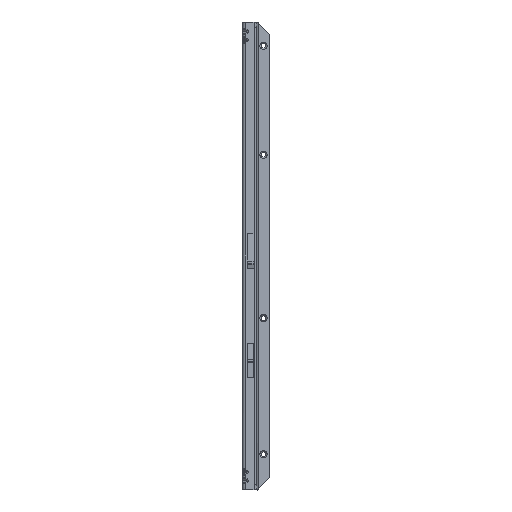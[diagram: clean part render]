
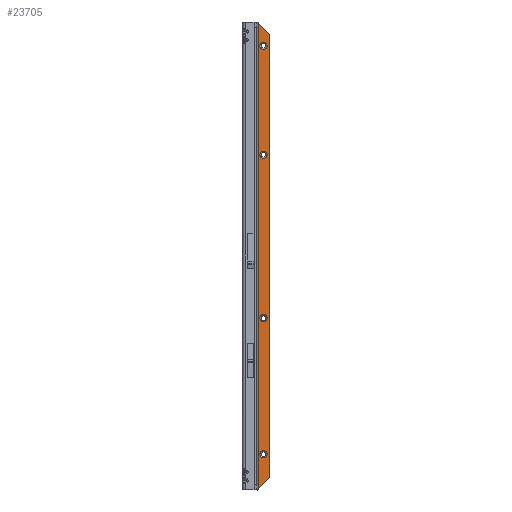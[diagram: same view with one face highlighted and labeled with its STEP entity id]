
A CAD part, front view. The second image highlights one B-rep face of the part: STEP entity #23705.
In plain terms, the highlighted planar face has unit normal (0, -1, 0).
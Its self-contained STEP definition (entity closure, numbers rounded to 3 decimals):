
#459 = EDGE_CURVE ( 'NONE', #33521, #12483, #51342, .T. ) ;
#787 = DIRECTION ( 'NONE',  ( 0., 1., 0. ) ) ;
#1331 = ORIENTED_EDGE ( 'NONE', *, *, #14008, .T. ) ;
#1376 = AXIS2_PLACEMENT_3D ( 'NONE', #55326, #42993, #16710 ) ;
#1858 = PLANE ( 'NONE',  #8006 ) ;
#2843 = AXIS2_PLACEMENT_3D ( 'NONE', #9842, #26889, #47137 ) ;
#3000 = EDGE_CURVE ( 'NONE', #10808, #54786, #13521, .T. ) ;
#4237 = ORIENTED_EDGE ( 'NONE', *, *, #459, .F. ) ;
#4404 = CARTESIAN_POINT ( 'NONE',  ( 13.5, -1.5, -14.258 ) ) ;
#4769 = AXIS2_PLACEMENT_3D ( 'NONE', #10359, #45012, #32436 ) ;
#4901 = ORIENTED_EDGE ( 'NONE', *, *, #16975, .T. ) ;
#4974 = DIRECTION ( 'NONE',  ( -1., 0., 0. ) ) ;
#5346 = ORIENTED_EDGE ( 'NONE', *, *, #5362, .T. ) ;
#5362 = EDGE_CURVE ( 'NONE', #32080, #48717, #44892, .T. ) ;
#6055 = FACE_BOUND ( 'NONE', #31345, .T. ) ;
#6854 = LINE ( 'NONE', #23877, #10591 ) ;
#7199 = ORIENTED_EDGE ( 'NONE', *, *, #13481, .T. ) ;
#7420 = CARTESIAN_POINT ( 'NONE',  ( 6.5, -1.5, -160.25 ) ) ;
#7671 = DIRECTION ( 'NONE',  ( 0.707, 0., 0.707 ) ) ;
#7693 = DIRECTION ( 'NONE',  ( -0.707, 0., 0.707 ) ) ;
#8006 = AXIS2_PLACEMENT_3D ( 'NONE', #31773, #28100, #10229 ) ;
#9842 = CARTESIAN_POINT ( 'NONE',  ( 6.5, -1.5, -156. ) ) ;
#10229 = DIRECTION ( 'NONE',  ( -1., 0., 0. ) ) ;
#10359 = CARTESIAN_POINT ( 'NONE',  ( 6.5, -1.5, -348. ) ) ;
#10531 = CARTESIAN_POINT ( 'NONE',  ( 6.5, -1.5, -28. ) ) ;
#10591 = VECTOR ( 'NONE', #7693, 1000. ) ;
#10808 = VERTEX_POINT ( 'NONE', #7420 ) ;
#10876 = AXIS2_PLACEMENT_3D ( 'NONE', #27050, #35469, #48010 ) ;
#11112 = EDGE_CURVE ( 'NONE', #19109, #23559, #15888, .T. ) ;
#12185 = VECTOR ( 'NONE', #7671, 1000. ) ;
#12368 = VERTEX_POINT ( 'NONE', #35718 ) ;
#12404 = EDGE_CURVE ( 'NONE', #48717, #32080, #37122, .T. ) ;
#12483 = VERTEX_POINT ( 'NONE', #13603 ) ;
#13080 = CIRCLE ( 'NONE', #32739, 4.25 ) ;
#13168 = ORIENTED_EDGE ( 'NONE', *, *, #11112, .T. ) ;
#13481 = EDGE_CURVE ( 'NONE', #12368, #50753, #13080, .T. ) ;
#13521 = CIRCLE ( 'NONE', #2843, 4.25 ) ;
#13603 = CARTESIAN_POINT ( 'NONE',  ( 0.5, -1.5, -1.258 ) ) ;
#13629 = DIRECTION ( 'NONE',  ( 0., 1., 0. ) ) ;
#14008 = EDGE_CURVE ( 'NONE', #25180, #51294, #55136, .T. ) ;
#15281 = ORIENTED_EDGE ( 'NONE', *, *, #30044, .T. ) ;
#15888 = LINE ( 'NONE', #36651, #54098 ) ;
#16189 = CARTESIAN_POINT ( 'NONE',  ( 6.5, -1.5, -32.25 ) ) ;
#16710 = DIRECTION ( 'NONE',  ( -1., 0., 0. ) ) ;
#16975 = EDGE_CURVE ( 'NONE', #33521, #19109, #28905, .T. ) ;
#17187 = EDGE_LOOP ( 'NONE', ( #15281, #1331 ) ) ;
#17759 = CARTESIAN_POINT ( 'NONE',  ( 6.5, -1.5, -503.75 ) ) ;
#18865 = CARTESIAN_POINT ( 'NONE',  ( 6.5, -1.5, -352.25 ) ) ;
#19109 = VERTEX_POINT ( 'NONE', #19398 ) ;
#19398 = CARTESIAN_POINT ( 'NONE',  ( 13.5, -1.5, -535.742 ) ) ;
#21972 = DIRECTION ( 'NONE',  ( -1., 0., 0. ) ) ;
#23559 = VERTEX_POINT ( 'NONE', #4404 ) ;
#23617 = FACE_BOUND ( 'NONE', #28147, .T. ) ;
#23705 = ADVANCED_FACE ( 'NONE', ( #23617, #53293, #6055, #27811, #24167 ), #1858, .F. ) ;
#23877 = CARTESIAN_POINT ( 'NONE',  ( 0.121, -1.5, -0.879 ) ) ;
#24167 = FACE_OUTER_BOUND ( 'NONE', #38683, .T. ) ;
#25180 = VERTEX_POINT ( 'NONE', #18865 ) ;
#26889 = DIRECTION ( 'NONE',  ( 0., 1., 0. ) ) ;
#27050 = CARTESIAN_POINT ( 'NONE',  ( 6.5, -1.5, -28. ) ) ;
#27178 = ORIENTED_EDGE ( 'NONE', *, *, #12404, .T. ) ;
#27302 = DIRECTION ( 'NONE',  ( 0., 1., 0. ) ) ;
#27811 = FACE_BOUND ( 'NONE', #53850, .T. ) ;
#28100 = DIRECTION ( 'NONE',  ( 0., 1., 0. ) ) ;
#28147 = EDGE_LOOP ( 'NONE', ( #39774, #7199 ) ) ;
#28794 = DIRECTION ( 'NONE',  ( 0., 0., 1. ) ) ;
#28905 = LINE ( 'NONE', #45954, #12185 ) ;
#30044 = EDGE_CURVE ( 'NONE', #51294, #25180, #36027, .T. ) ;
#30272 = AXIS2_PLACEMENT_3D ( 'NONE', #42997, #13629, #30703 ) ;
#30694 = CARTESIAN_POINT ( 'NONE',  ( 0.5, -1.5, -548.742 ) ) ;
#30703 = DIRECTION ( 'NONE',  ( -1., 0., 0. ) ) ;
#31345 = EDGE_LOOP ( 'NONE', ( #44569, #44895 ) ) ;
#31773 = CARTESIAN_POINT ( 'NONE',  ( 0., -1.5, -550. ) ) ;
#32080 = VERTEX_POINT ( 'NONE', #16189 ) ;
#32436 = DIRECTION ( 'NONE',  ( -1., 0., 0. ) ) ;
#32739 = AXIS2_PLACEMENT_3D ( 'NONE', #37357, #36492, #49877 ) ;
#33521 = VERTEX_POINT ( 'NONE', #30694 ) ;
#33561 = EDGE_CURVE ( 'NONE', #23559, #12483, #6854, .T. ) ;
#34182 = EDGE_CURVE ( 'NONE', #50753, #12368, #54412, .T. ) ;
#35469 = DIRECTION ( 'NONE',  ( 0., 1., 0. ) ) ;
#35718 = CARTESIAN_POINT ( 'NONE',  ( 6.5, -1.5, -512.25 ) ) ;
#36027 = CIRCLE ( 'NONE', #4769, 4.25 ) ;
#36492 = DIRECTION ( 'NONE',  ( 0., 1., 0. ) ) ;
#36651 = CARTESIAN_POINT ( 'NONE',  ( 13.5, -1.5, 0. ) ) ;
#37120 = CIRCLE ( 'NONE', #1376, 4.25 ) ;
#37122 = CIRCLE ( 'NONE', #37984, 4.25 ) ;
#37357 = CARTESIAN_POINT ( 'NONE',  ( 6.5, -1.5, -508. ) ) ;
#37984 = AXIS2_PLACEMENT_3D ( 'NONE', #10531, #787, #21972 ) ;
#38514 = DIRECTION ( 'NONE',  ( 0., 0., 1. ) ) ;
#38683 = EDGE_LOOP ( 'NONE', ( #46435, #4237, #4901, #13168 ) ) ;
#39774 = ORIENTED_EDGE ( 'NONE', *, *, #34182, .T. ) ;
#39837 = CARTESIAN_POINT ( 'NONE',  ( 6.5, -1.5, -343.75 ) ) ;
#39900 = CARTESIAN_POINT ( 'NONE',  ( 6.5, -1.5, -348. ) ) ;
#42701 = CARTESIAN_POINT ( 'NONE',  ( 6.5, -1.5, -151.75 ) ) ;
#42993 = DIRECTION ( 'NONE',  ( 0., 1., 0. ) ) ;
#42997 = CARTESIAN_POINT ( 'NONE',  ( 6.5, -1.5, -508. ) ) ;
#44038 = CARTESIAN_POINT ( 'NONE',  ( 6.5, -1.5, -23.75 ) ) ;
#44569 = ORIENTED_EDGE ( 'NONE', *, *, #52690, .T. ) ;
#44892 = CIRCLE ( 'NONE', #10876, 4.25 ) ;
#44895 = ORIENTED_EDGE ( 'NONE', *, *, #3000, .T. ) ;
#45012 = DIRECTION ( 'NONE',  ( 0., 1., 0. ) ) ;
#45954 = CARTESIAN_POINT ( 'NONE',  ( 0.121, -1.5, -549.121 ) ) ;
#46435 = ORIENTED_EDGE ( 'NONE', *, *, #33561, .T. ) ;
#47137 = DIRECTION ( 'NONE',  ( -1., 0., 0. ) ) ;
#47456 = VECTOR ( 'NONE', #38514, 1000. ) ;
#48010 = DIRECTION ( 'NONE',  ( -1., 0., 0. ) ) ;
#48717 = VERTEX_POINT ( 'NONE', #44038 ) ;
#49877 = DIRECTION ( 'NONE',  ( -1., 0., 0. ) ) ;
#50753 = VERTEX_POINT ( 'NONE', #17759 ) ;
#51294 = VERTEX_POINT ( 'NONE', #39837 ) ;
#51342 = LINE ( 'NONE', #55273, #47456 ) ;
#51550 = AXIS2_PLACEMENT_3D ( 'NONE', #39900, #27302, #4974 ) ;
#52690 = EDGE_CURVE ( 'NONE', #54786, #10808, #37120, .T. ) ;
#53293 = FACE_BOUND ( 'NONE', #17187, .T. ) ;
#53850 = EDGE_LOOP ( 'NONE', ( #27178, #5346 ) ) ;
#54098 = VECTOR ( 'NONE', #28794, 1000. ) ;
#54412 = CIRCLE ( 'NONE', #30272, 4.25 ) ;
#54786 = VERTEX_POINT ( 'NONE', #42701 ) ;
#55136 = CIRCLE ( 'NONE', #51550, 4.25 ) ;
#55273 = CARTESIAN_POINT ( 'NONE',  ( 0.5, -1.5, -550. ) ) ;
#55326 = CARTESIAN_POINT ( 'NONE',  ( 6.5, -1.5, -156. ) ) ;
